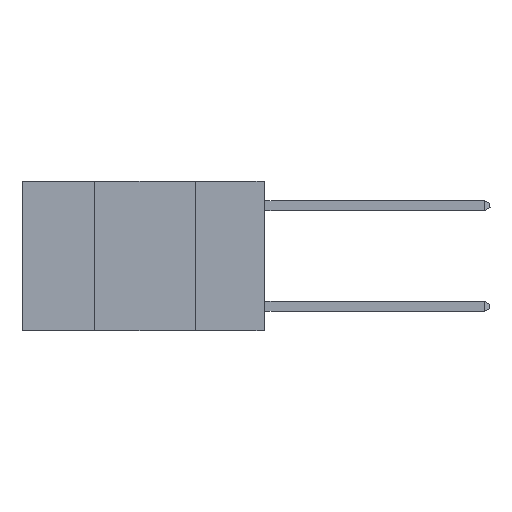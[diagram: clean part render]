
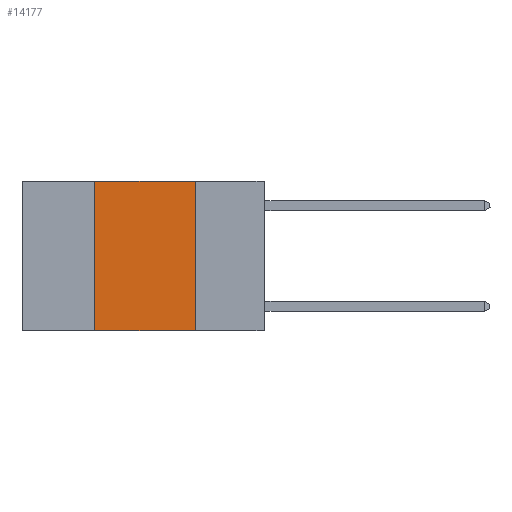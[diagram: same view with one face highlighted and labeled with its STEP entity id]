
A CAD part, left-side view. The second image highlights one B-rep face of the part: STEP entity #14177.
In plain terms, the highlighted planar face has unit normal (-1, 0, 0).
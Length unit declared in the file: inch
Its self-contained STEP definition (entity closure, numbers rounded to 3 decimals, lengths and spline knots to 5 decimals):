
#328 = CARTESIAN_POINT ( 'NONE',  ( 0., 0.17, 0. ) ) ;
#602 = VECTOR ( 'NONE', #13146, 39.37008 ) ;
#1818 = ORIENTED_EDGE ( 'NONE', *, *, #20759, .F. ) ;
#2158 = VERTEX_POINT ( 'NONE', #9885 ) ;
#2865 = PLANE ( 'NONE',  #12035 ) ;
#3585 = EDGE_CURVE ( 'NONE', #12817, #20268, #4896, .T. ) ;
#3933 = LINE ( 'NONE', #8091, #7726 ) ;
#4654 = EDGE_LOOP ( 'NONE', ( #1818, #5093, #12708, #6609 ) ) ;
#4896 = LINE ( 'NONE', #19627, #602 ) ;
#5093 = ORIENTED_EDGE ( 'NONE', *, *, #3585, .F. ) ;
#6609 = ORIENTED_EDGE ( 'NONE', *, *, #16434, .T. ) ;
#7257 = VERTEX_POINT ( 'NONE', #12343 ) ;
#7726 = VECTOR ( 'NONE', #14604, 39.37008 ) ;
#7737 = DIRECTION ( 'NONE',  ( 0., 0., -1. ) ) ;
#8091 = CARTESIAN_POINT ( 'NONE',  ( 0., 0.6, -0.37 ) ) ;
#8513 = VECTOR ( 'NONE', #9973, 39.37008 ) ;
#9727 = LINE ( 'NONE', #20957, #17887 ) ;
#9885 = CARTESIAN_POINT ( 'NONE',  ( 0., 0.17, -0.37 ) ) ;
#9973 = DIRECTION ( 'NONE',  ( 0., 0., 1. ) ) ;
#11533 = CARTESIAN_POINT ( 'NONE',  ( 0., 0.42, 0. ) ) ;
#12035 = AXIS2_PLACEMENT_3D ( 'NONE', #15800, #17485, #7737 ) ;
#12343 = CARTESIAN_POINT ( 'NONE',  ( 0., 0.42, -0.37 ) ) ;
#12708 = ORIENTED_EDGE ( 'NONE', *, *, #19688, .F. ) ;
#12817 = VERTEX_POINT ( 'NONE', #19258 ) ;
#13146 = DIRECTION ( 'NONE',  ( 0., -1., 0. ) ) ;
#13355 = LINE ( 'NONE', #11533, #8513 ) ;
#14177 = ADVANCED_FACE ( 'NONE', ( #19806 ), #2865, .F. ) ;
#14521 = DIRECTION ( 'NONE',  ( 0., 0., -1. ) ) ;
#14604 = DIRECTION ( 'NONE',  ( 0., -1., 0. ) ) ;
#15800 = CARTESIAN_POINT ( 'NONE',  ( 0., 0.6, 0. ) ) ;
#16434 = EDGE_CURVE ( 'NONE', #7257, #2158, #3933, .T. ) ;
#17485 = DIRECTION ( 'NONE',  ( 1., 0., 0. ) ) ;
#17887 = VECTOR ( 'NONE', #14521, 39.37008 ) ;
#19258 = CARTESIAN_POINT ( 'NONE',  ( 0., 0.42, 0. ) ) ;
#19627 = CARTESIAN_POINT ( 'NONE',  ( 0., 0.6, 0. ) ) ;
#19688 = EDGE_CURVE ( 'NONE', #7257, #12817, #13355, .T. ) ;
#19806 = FACE_OUTER_BOUND ( 'NONE', #4654, .T. ) ;
#20268 = VERTEX_POINT ( 'NONE', #328 ) ;
#20759 = EDGE_CURVE ( 'NONE', #20268, #2158, #9727, .T. ) ;
#20957 = CARTESIAN_POINT ( 'NONE',  ( 0., 0.17, 0. ) ) ;
